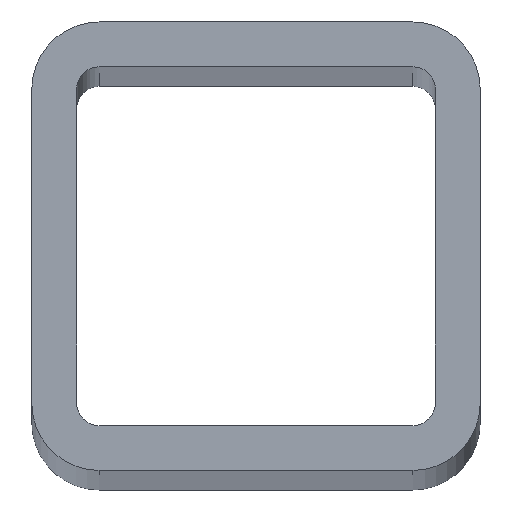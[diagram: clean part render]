
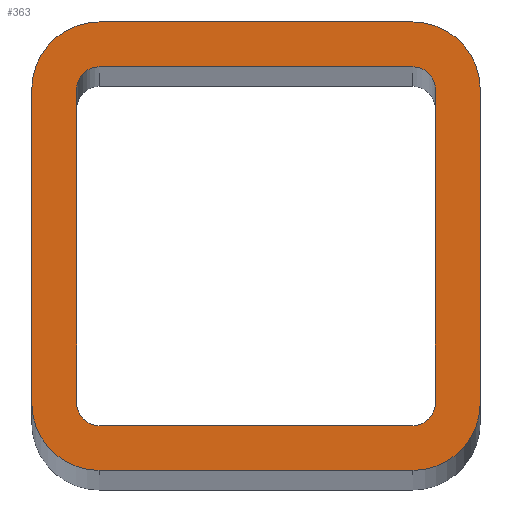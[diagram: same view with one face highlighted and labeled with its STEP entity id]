
A CAD part, top view. The second image highlights one B-rep face of the part: STEP entity #363.
In plain terms, the highlighted planar face has unit normal (0, 0, 1).
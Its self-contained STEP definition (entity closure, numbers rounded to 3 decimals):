
#33=FACE_BOUND('',#95,.T.);
#34=CIRCLE('',#447,2.5);
#36=CIRCLE('',#451,2.5);
#38=CIRCLE('',#455,7.5);
#40=CIRCLE('',#459,7.5);
#42=CIRCLE('',#463,2.5);
#44=CIRCLE('',#467,2.5);
#46=CIRCLE('',#471,7.5);
#48=CIRCLE('',#475,7.5);
#75=FACE_OUTER_BOUND('',#94,.T.);
#94=EDGE_LOOP('',(#320,#321,#322,#323,#324,#325,#326,#327));
#95=EDGE_LOOP('',(#328,#329,#330,#331,#332,#333,#334,#335));
#96=LINE('',#614,#128);
#101=LINE('',#628,#133);
#105=LINE('',#641,#137);
#110=LINE('',#655,#142);
#114=LINE('',#667,#146);
#118=LINE('',#679,#150);
#121=LINE('',#688,#153);
#125=LINE('',#700,#157);
#128=VECTOR('',#496,10.);
#133=VECTOR('',#509,10.);
#137=VECTOR('',#521,10.);
#142=VECTOR('',#534,10.);
#146=VECTOR('',#546,10.);
#150=VECTOR('',#558,10.);
#153=VECTOR('',#569,10.);
#157=VECTOR('',#581,10.);
#160=VERTEX_POINT('',#612);
#161=VERTEX_POINT('',#613);
#164=VERTEX_POINT('',#621);
#166=VERTEX_POINT('',#627);
#168=VERTEX_POINT('',#633);
#170=VERTEX_POINT('',#639);
#171=VERTEX_POINT('',#640);
#174=VERTEX_POINT('',#648);
#176=VERTEX_POINT('',#654);
#178=VERTEX_POINT('',#660);
#180=VERTEX_POINT('',#666);
#182=VERTEX_POINT('',#672);
#184=VERTEX_POINT('',#678);
#186=VERTEX_POINT('',#687);
#188=VERTEX_POINT('',#693);
#190=VERTEX_POINT('',#699);
#192=EDGE_CURVE('',#160,#161,#96,.T.);
#196=EDGE_CURVE('',#161,#164,#34,.T.);
#199=EDGE_CURVE('',#164,#166,#101,.T.);
#202=EDGE_CURVE('',#166,#168,#36,.T.);
#205=EDGE_CURVE('',#170,#171,#105,.T.);
#209=EDGE_CURVE('',#171,#174,#38,.T.);
#212=EDGE_CURVE('',#174,#176,#110,.T.);
#215=EDGE_CURVE('',#176,#178,#40,.T.);
#218=EDGE_CURVE('',#168,#180,#114,.T.);
#221=EDGE_CURVE('',#182,#160,#42,.T.);
#224=EDGE_CURVE('',#184,#182,#118,.T.);
#227=EDGE_CURVE('',#180,#184,#44,.T.);
#229=EDGE_CURVE('',#178,#186,#121,.T.);
#232=EDGE_CURVE('',#186,#188,#46,.T.);
#235=EDGE_CURVE('',#188,#190,#125,.T.);
#238=EDGE_CURVE('',#190,#170,#48,.T.);
#320=ORIENTED_EDGE('',*,*,#229,.F.);
#321=ORIENTED_EDGE('',*,*,#215,.F.);
#322=ORIENTED_EDGE('',*,*,#212,.F.);
#323=ORIENTED_EDGE('',*,*,#209,.F.);
#324=ORIENTED_EDGE('',*,*,#205,.F.);
#325=ORIENTED_EDGE('',*,*,#238,.F.);
#326=ORIENTED_EDGE('',*,*,#235,.F.);
#327=ORIENTED_EDGE('',*,*,#232,.F.);
#328=ORIENTED_EDGE('',*,*,#218,.F.);
#329=ORIENTED_EDGE('',*,*,#202,.F.);
#330=ORIENTED_EDGE('',*,*,#199,.F.);
#331=ORIENTED_EDGE('',*,*,#196,.F.);
#332=ORIENTED_EDGE('',*,*,#192,.F.);
#333=ORIENTED_EDGE('',*,*,#221,.F.);
#334=ORIENTED_EDGE('',*,*,#224,.F.);
#335=ORIENTED_EDGE('',*,*,#227,.F.);
#345=PLANE('',#478);
#363=ADVANCED_FACE('',(#75,#33),#345,.T.);
#447=AXIS2_PLACEMENT_3D('',#622,#502,#503);
#451=AXIS2_PLACEMENT_3D('',#634,#514,#515);
#455=AXIS2_PLACEMENT_3D('',#649,#527,#528);
#459=AXIS2_PLACEMENT_3D('',#661,#539,#540);
#463=AXIS2_PLACEMENT_3D('',#673,#551,#552);
#467=AXIS2_PLACEMENT_3D('',#684,#563,#564);
#471=AXIS2_PLACEMENT_3D('',#694,#574,#575);
#475=AXIS2_PLACEMENT_3D('',#705,#586,#587);
#478=AXIS2_PLACEMENT_3D('',#708,#592,#593);
#496=DIRECTION('',(1.,0.,0.));
#502=DIRECTION('center_axis',(0.,0.,1.));
#503=DIRECTION('ref_axis',(0.,1.,0.));
#509=DIRECTION('',(0.,1.,0.));
#514=DIRECTION('center_axis',(0.,0.,1.));
#515=DIRECTION('ref_axis',(-1.,0.,0.));
#521=DIRECTION('',(0.,-1.,0.));
#527=DIRECTION('center_axis',(0.,0.,-1.));
#528=DIRECTION('ref_axis',(0.,1.,0.));
#534=DIRECTION('',(-1.,0.,0.));
#539=DIRECTION('center_axis',(0.,0.,-1.));
#540=DIRECTION('ref_axis',(1.,0.,0.));
#546=DIRECTION('',(-1.,0.,0.));
#551=DIRECTION('center_axis',(0.,0.,1.));
#552=DIRECTION('ref_axis',(1.,0.,0.));
#558=DIRECTION('',(0.,-1.,0.));
#563=DIRECTION('center_axis',(0.,0.,1.));
#564=DIRECTION('ref_axis',(0.,-1.,0.));
#569=DIRECTION('',(0.,1.,0.));
#574=DIRECTION('center_axis',(0.,0.,-1.));
#575=DIRECTION('ref_axis',(0.,-1.,0.));
#581=DIRECTION('',(1.,0.,0.));
#586=DIRECTION('center_axis',(0.,0.,-1.));
#587=DIRECTION('ref_axis',(-1.,0.,0.));
#592=DIRECTION('center_axis',(0.,0.,1.));
#593=DIRECTION('ref_axis',(1.,0.,0.));
#612=CARTESIAN_POINT('',(-17.5,-20.,1250.));
#613=CARTESIAN_POINT('',(17.5,-20.,1250.));
#614=CARTESIAN_POINT('',(8.75,-20.,1250.));
#621=CARTESIAN_POINT('',(20.,-17.5,1250.));
#622=CARTESIAN_POINT('Origin',(17.5,-17.5,1250.));
#627=CARTESIAN_POINT('',(20.,17.5,1250.));
#628=CARTESIAN_POINT('',(20.,8.75,1250.));
#633=CARTESIAN_POINT('',(17.5,20.,1250.));
#634=CARTESIAN_POINT('Origin',(17.5,17.5,1250.));
#639=CARTESIAN_POINT('',(25.,17.5,1250.));
#640=CARTESIAN_POINT('',(25.,-17.5,1250.));
#641=CARTESIAN_POINT('',(25.,8.75,1250.));
#648=CARTESIAN_POINT('',(17.5,-25.,1250.));
#649=CARTESIAN_POINT('Origin',(17.5,-17.5,1250.));
#654=CARTESIAN_POINT('',(-17.5,-25.,1250.));
#655=CARTESIAN_POINT('',(8.75,-25.,1250.));
#660=CARTESIAN_POINT('',(-25.,-17.5,1250.));
#661=CARTESIAN_POINT('Origin',(-17.5,-17.5,1250.));
#666=CARTESIAN_POINT('',(-17.5,20.,1250.));
#667=CARTESIAN_POINT('',(-8.75,20.,1250.));
#672=CARTESIAN_POINT('',(-20.,-17.5,1250.));
#673=CARTESIAN_POINT('Origin',(-17.5,-17.5,1250.));
#678=CARTESIAN_POINT('',(-20.,17.5,1250.));
#679=CARTESIAN_POINT('',(-20.,-8.75,1250.));
#684=CARTESIAN_POINT('Origin',(-17.5,17.5,1250.));
#687=CARTESIAN_POINT('',(-25.,17.5,1250.));
#688=CARTESIAN_POINT('',(-25.,-8.75,1250.));
#693=CARTESIAN_POINT('',(-17.5,25.,1250.));
#694=CARTESIAN_POINT('Origin',(-17.5,17.5,1250.));
#699=CARTESIAN_POINT('',(17.5,25.,1250.));
#700=CARTESIAN_POINT('',(-8.75,25.,1250.));
#705=CARTESIAN_POINT('Origin',(17.5,17.5,1250.));
#708=CARTESIAN_POINT('Origin',(0.,0.,1250.));
